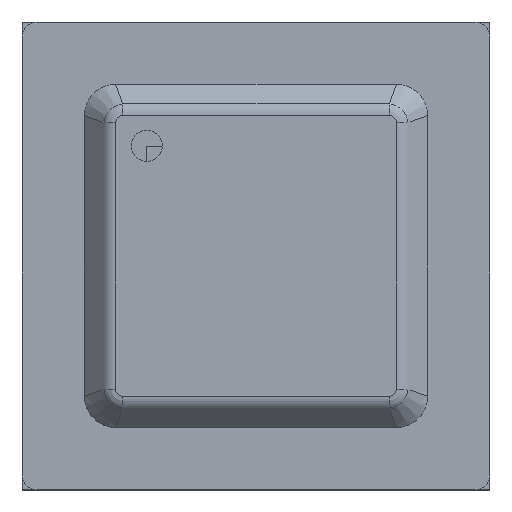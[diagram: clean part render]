
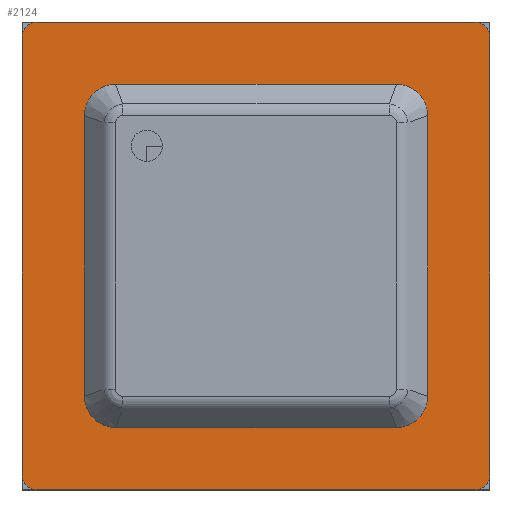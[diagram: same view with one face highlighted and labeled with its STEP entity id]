
A CAD part, top view. The second image highlights one B-rep face of the part: STEP entity #2124.
In plain terms, the highlighted face is planar.
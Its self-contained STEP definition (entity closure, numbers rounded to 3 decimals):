
#1105=DIRECTION('',(0.,0.,1.));
#1106=VECTOR('',#1105,9.);
#1107=CARTESIAN_POINT('',(-5.5,0.5,-4.5));
#1108=LINE('',#1107,#1106);
#1112=CARTESIAN_POINT('',(-4.5,0.5,4.5));
#1113=DIRECTION('',(0.,1.,0.));
#1114=DIRECTION('',(-1.,0.,0.));
#1115=AXIS2_PLACEMENT_3D('',#1112,#1113,#1114);
#1120=DIRECTION('',(1.,0.,0.));
#1121=VECTOR('',#1120,9.);
#1122=CARTESIAN_POINT('',(-4.5,0.5,5.5));
#1123=LINE('',#1122,#1121);
#1127=CARTESIAN_POINT('',(4.5,0.5,4.5));
#1128=DIRECTION('',(0.,1.,0.));
#1129=DIRECTION('',(0.,0.,1.));
#1130=AXIS2_PLACEMENT_3D('',#1127,#1128,#1129);
#1135=DIRECTION('',(0.,0.,-1.));
#1136=VECTOR('',#1135,9.);
#1137=CARTESIAN_POINT('',(5.5,0.5,4.5));
#1138=LINE('',#1137,#1136);
#1142=CARTESIAN_POINT('',(4.5,0.5,-4.5));
#1143=DIRECTION('',(0.,1.,0.));
#1144=DIRECTION('',(1.,0.,0.));
#1145=AXIS2_PLACEMENT_3D('',#1142,#1143,#1144);
#1150=DIRECTION('',(-1.,0.,0.));
#1151=VECTOR('',#1150,9.);
#1152=CARTESIAN_POINT('',(4.5,0.5,-5.5));
#1153=LINE('',#1152,#1151);
#1157=CARTESIAN_POINT('',(-4.5,0.5,-4.5));
#1158=DIRECTION('',(0.,1.,0.));
#1159=DIRECTION('',(0.,0.,-1.));
#1160=AXIS2_PLACEMENT_3D('',#1157,#1158,#1159);
#1165=CARTESIAN_POINT('',(7.,0.5,7.));
#1166=DIRECTION('',(0.,1.,0.));
#1167=DIRECTION('',(0.,0.,1.));
#1168=AXIS2_PLACEMENT_3D('',#1165,#1166,#1167);
#1173=DIRECTION('',(1.,0.,0.));
#1174=VECTOR('',#1173,14.);
#1175=CARTESIAN_POINT('',(-7.,0.5,7.5));
#1176=LINE('',#1175,#1174);
#1180=CARTESIAN_POINT('',(-7.,0.5,7.));
#1181=DIRECTION('',(0.,1.,0.));
#1182=DIRECTION('',(-1.,0.,0.));
#1183=AXIS2_PLACEMENT_3D('',#1180,#1181,#1182);
#1188=DIRECTION('',(0.,0.,1.));
#1189=VECTOR('',#1188,14.);
#1190=CARTESIAN_POINT('',(-7.5,0.5,-7.));
#1191=LINE('',#1190,#1189);
#1195=CARTESIAN_POINT('',(-7.,0.5,-7.));
#1196=DIRECTION('',(0.,1.,0.));
#1197=DIRECTION('',(0.,0.,-1.));
#1198=AXIS2_PLACEMENT_3D('',#1195,#1196,#1197);
#1203=DIRECTION('',(-1.,0.,0.));
#1204=VECTOR('',#1203,14.);
#1205=CARTESIAN_POINT('',(7.,0.5,-7.5));
#1206=LINE('',#1205,#1204);
#1210=CARTESIAN_POINT('',(7.,0.5,-7.));
#1211=DIRECTION('',(0.,1.,0.));
#1212=DIRECTION('',(1.,0.,0.));
#1213=AXIS2_PLACEMENT_3D('',#1210,#1211,#1212);
#1218=DIRECTION('',(0.,0.,-1.));
#1219=VECTOR('',#1218,14.);
#1220=CARTESIAN_POINT('',(7.5,0.5,7.));
#1221=LINE('',#1220,#1219);
#1835=CARTESIAN_POINT('',(-5.5,0.5,-4.5));
#1836=CARTESIAN_POINT('',(-5.5,0.5,4.5));
#1837=VERTEX_POINT('',#1835);
#1838=VERTEX_POINT('',#1836);
#1839=CARTESIAN_POINT('',(-4.5,0.5,5.5));
#1840=VERTEX_POINT('',#1839);
#1841=CARTESIAN_POINT('',(4.5,0.5,5.5));
#1842=VERTEX_POINT('',#1841);
#1843=CARTESIAN_POINT('',(5.5,0.5,4.5));
#1844=VERTEX_POINT('',#1843);
#1845=CARTESIAN_POINT('',(5.5,0.5,-4.5));
#1846=VERTEX_POINT('',#1845);
#1847=CARTESIAN_POINT('',(4.5,0.5,-5.5));
#1848=VERTEX_POINT('',#1847);
#1849=CARTESIAN_POINT('',(-4.5,0.5,-5.5));
#1850=VERTEX_POINT('',#1849);
#1855=CARTESIAN_POINT('',(7.,0.5,7.5));
#1856=VERTEX_POINT('',#1855);
#1857=CARTESIAN_POINT('',(7.5,0.5,7.));
#1858=VERTEX_POINT('',#1857);
#1863=CARTESIAN_POINT('',(7.5,0.5,-7.));
#1864=VERTEX_POINT('',#1863);
#1865=CARTESIAN_POINT('',(7.,0.5,-7.5));
#1866=VERTEX_POINT('',#1865);
#1871=CARTESIAN_POINT('',(-7.,0.5,-7.5));
#1872=VERTEX_POINT('',#1871);
#1873=CARTESIAN_POINT('',(-7.5,0.5,-7.));
#1874=VERTEX_POINT('',#1873);
#1879=CARTESIAN_POINT('',(-7.5,0.5,7.));
#1880=VERTEX_POINT('',#1879);
#1881=CARTESIAN_POINT('',(-7.,0.5,7.5));
#1882=VERTEX_POINT('',#1881);
#2091=CARTESIAN_POINT('',(0.,0.5,0.));
#2092=DIRECTION('',(0.,1.,0.));
#2093=DIRECTION('',(1.,0.,0.));
#2094=AXIS2_PLACEMENT_3D('',#2091,#2092,#2093);
#2095=PLANE('',#2094);
#2096=ORIENTED_EDGE('',*,*,#1987,.F.);
#2097=ORIENTED_EDGE('',*,*,#2003,.F.);
#2098=ORIENTED_EDGE('',*,*,#2016,.F.);
#2099=ORIENTED_EDGE('',*,*,#2029,.F.);
#2100=ORIENTED_EDGE('',*,*,#2044,.F.);
#2101=ORIENTED_EDGE('',*,*,#2057,.F.);
#2102=ORIENTED_EDGE('',*,*,#2072,.F.);
#2103=ORIENTED_EDGE('',*,*,#2084,.F.);
#2104=EDGE_LOOP('',(#2096,#2097,#2098,#2099,#2100,#2101,#2102,#2103));
#2105=FACE_OUTER_BOUND('',#2104,.F.);
#2107=ORIENTED_EDGE('',*,*,#2106,.T.);
#2109=ORIENTED_EDGE('',*,*,#2108,.T.);
#2111=ORIENTED_EDGE('',*,*,#2110,.T.);
#2113=ORIENTED_EDGE('',*,*,#2112,.T.);
#2115=ORIENTED_EDGE('',*,*,#2114,.T.);
#2117=ORIENTED_EDGE('',*,*,#2116,.T.);
#2119=ORIENTED_EDGE('',*,*,#2118,.T.);
#2121=ORIENTED_EDGE('',*,*,#2120,.T.);
#2122=EDGE_LOOP('',(#2107,#2109,#2111,#2113,#2115,#2117,#2119,#2121));
#2123=FACE_BOUND('',#2122,.F.);
#1116=CIRCLE('',#1115,1.);
#1131=CIRCLE('',#1130,1.);
#1146=CIRCLE('',#1145,1.);
#1161=CIRCLE('',#1160,1.);
#1169=CIRCLE('',#1168,0.5);
#1184=CIRCLE('',#1183,0.5);
#1199=CIRCLE('',#1198,0.5);
#1214=CIRCLE('',#1213,0.5);
#1987=EDGE_CURVE('',#1856,#1858,#1169,.T.);
#2003=EDGE_CURVE('',#1882,#1856,#1176,.T.);
#2016=EDGE_CURVE('',#1880,#1882,#1184,.T.);
#2029=EDGE_CURVE('',#1874,#1880,#1191,.T.);
#2044=EDGE_CURVE('',#1872,#1874,#1199,.T.);
#2057=EDGE_CURVE('',#1866,#1872,#1206,.T.);
#2072=EDGE_CURVE('',#1864,#1866,#1214,.T.);
#2084=EDGE_CURVE('',#1858,#1864,#1221,.T.);
#2106=EDGE_CURVE('',#1837,#1838,#1108,.T.);
#2108=EDGE_CURVE('',#1838,#1840,#1116,.T.);
#2110=EDGE_CURVE('',#1840,#1842,#1123,.T.);
#2112=EDGE_CURVE('',#1842,#1844,#1131,.T.);
#2114=EDGE_CURVE('',#1844,#1846,#1138,.T.);
#2116=EDGE_CURVE('',#1846,#1848,#1146,.T.);
#2118=EDGE_CURVE('',#1848,#1850,#1153,.T.);
#2120=EDGE_CURVE('',#1850,#1837,#1161,.T.);
#2124=ADVANCED_FACE('',(#2105,#2123),#2095,.T.);
